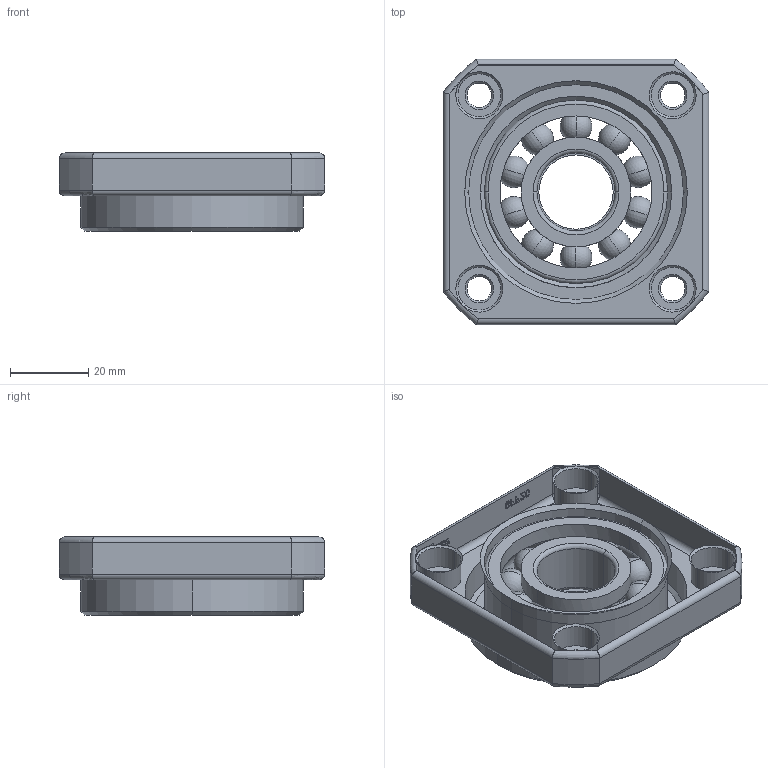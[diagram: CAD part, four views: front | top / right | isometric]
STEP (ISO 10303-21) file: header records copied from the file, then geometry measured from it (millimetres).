
FILE_DESCRIPTION (( 'STEP AP203' ), '1' );
FILE_NAME ('GFF20.STEP', '2013-10-07T10:30:20', ( 'user' ), ( '' ), 'SwSTEP 2.0', 'SolidWorks 2013', '' );
FILE_SCHEMA (( 'CONFIG_CONTROL_DESIGN' ));
Length unit declared in the file: millimetre
Products named in the file (1): GFF20
Bounding box: 68 x 68 x 20 mm (x, y, z)
Surface area: 21302.9 mm2 (no closed solid volume)
Topology: 0 solids, 3 shells, 305 faces, 1234 edges, 855 vertices
Faces by surface type: plane 108, cylinder 89, torus 49, cone 30, sphere 20, bspline 9
Entity records: 13869 total; most frequent: CARTESIAN_POINT 4112, ORIENTED_EDGE 2016, DIRECTION 1902, EDGE_CURVE 1194, VERTEX_POINT 835, AXIS2_PLACEMENT_3D 647, VECTOR 608, LINE 608
